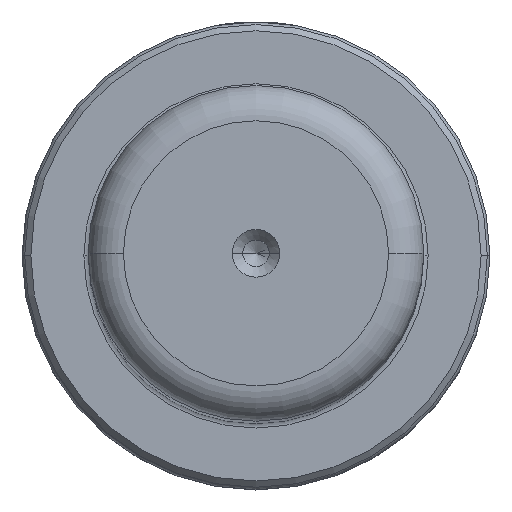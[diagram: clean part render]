
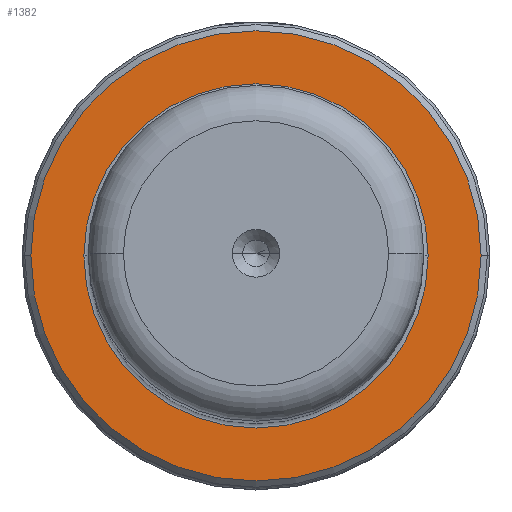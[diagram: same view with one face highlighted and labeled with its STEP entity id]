
A CAD part, top view. The second image highlights one B-rep face of the part: STEP entity #1382.
In plain terms, the highlighted planar face has unit normal (0, 0, 1).
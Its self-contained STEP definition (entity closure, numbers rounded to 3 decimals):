
#357 = DIRECTION ( 'NONE',  ( 1., 0., 0. ) ) ;
#523 = DIRECTION ( 'NONE',  ( 0., 0., 1. ) ) ;
#647 = CIRCLE ( 'NONE', #2104, 25.5 ) ;
#661 = DIRECTION ( 'NONE',  ( 0., 0., -1. ) ) ;
#701 = DIRECTION ( 'NONE',  ( 1., 0., 0. ) ) ;
#712 = VERTEX_POINT ( 'NONE', #1131 ) ;
#764 = AXIS2_PLACEMENT_3D ( 'NONE', #2637, #998, #2057 ) ;
#856 = FACE_OUTER_BOUND ( 'NONE', #2402, .T. ) ;
#888 = FACE_BOUND ( 'NONE', #3115, .T. ) ;
#947 = CARTESIAN_POINT ( 'NONE',  ( 25.5, 0., 39. ) ) ;
#954 = ORIENTED_EDGE ( 'NONE', *, *, #1995, .T. ) ;
#963 = CARTESIAN_POINT ( 'NONE',  ( 0., 0., 39. ) ) ;
#987 = CIRCLE ( 'NONE', #764, 19.5 ) ;
#998 = DIRECTION ( 'NONE',  ( 0., 0., -1. ) ) ;
#1041 = VERTEX_POINT ( 'NONE', #1703 ) ;
#1059 = VERTEX_POINT ( 'NONE', #2249 ) ;
#1131 = CARTESIAN_POINT ( 'NONE',  ( -19.5, 0., 39. ) ) ;
#1140 = CARTESIAN_POINT ( 'NONE',  ( 0., 0., 39. ) ) ;
#1280 = DIRECTION ( 'NONE',  ( 1., 0., 0. ) ) ;
#1382 = ADVANCED_FACE ( 'NONE', ( #888, #856 ), #3007, .T. ) ;
#1395 = DIRECTION ( 'NONE',  ( 0., 0., 1. ) ) ;
#1697 = EDGE_CURVE ( 'NONE', #1041, #712, #2041, .T. ) ;
#1703 = CARTESIAN_POINT ( 'NONE',  ( 19.5, 0., 39. ) ) ;
#1762 = ORIENTED_EDGE ( 'NONE', *, *, #1899, .T. ) ;
#1899 = EDGE_CURVE ( 'NONE', #1059, #3303, #647, .T. ) ;
#1933 = AXIS2_PLACEMENT_3D ( 'NONE', #2254, #661, #2772 ) ;
#1995 = EDGE_CURVE ( 'NONE', #712, #1041, #987, .T. ) ;
#2041 = CIRCLE ( 'NONE', #1933, 19.5 ) ;
#2057 = DIRECTION ( 'NONE',  ( -1., 0., 0. ) ) ;
#2104 = AXIS2_PLACEMENT_3D ( 'NONE', #963, #3117, #701 ) ;
#2249 = CARTESIAN_POINT ( 'NONE',  ( -25.5, 0., 39. ) ) ;
#2254 = CARTESIAN_POINT ( 'NONE',  ( 0., 0., 39. ) ) ;
#2402 = EDGE_LOOP ( 'NONE', ( #1762, #2416 ) ) ;
#2416 = ORIENTED_EDGE ( 'NONE', *, *, #3370, .T. ) ;
#2613 = AXIS2_PLACEMENT_3D ( 'NONE', #2663, #523, #1280 ) ;
#2615 = AXIS2_PLACEMENT_3D ( 'NONE', #1140, #1395, #357 ) ;
#2637 = CARTESIAN_POINT ( 'NONE',  ( 0., 0., 39. ) ) ;
#2663 = CARTESIAN_POINT ( 'NONE',  ( 0., 0., 39. ) ) ;
#2772 = DIRECTION ( 'NONE',  ( -1., 0., 0. ) ) ;
#3007 = PLANE ( 'NONE',  #2615 ) ;
#3012 = ORIENTED_EDGE ( 'NONE', *, *, #1697, .T. ) ;
#3115 = EDGE_LOOP ( 'NONE', ( #954, #3012 ) ) ;
#3117 = DIRECTION ( 'NONE',  ( 0., 0., 1. ) ) ;
#3303 = VERTEX_POINT ( 'NONE', #947 ) ;
#3370 = EDGE_CURVE ( 'NONE', #3303, #1059, #3444, .T. ) ;
#3444 = CIRCLE ( 'NONE', #2613, 25.5 ) ;
